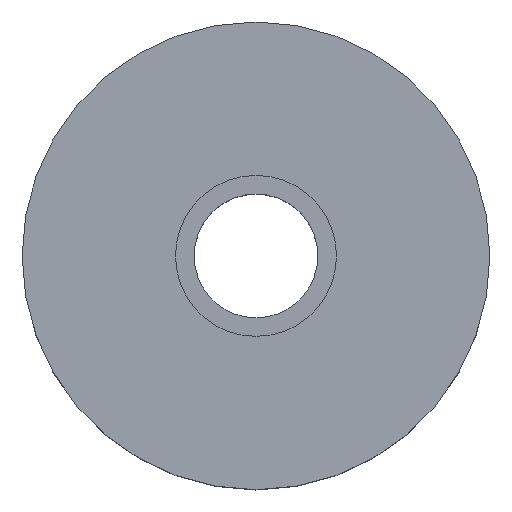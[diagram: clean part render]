
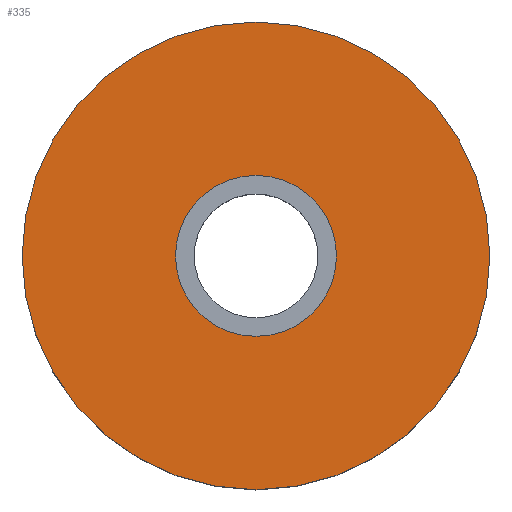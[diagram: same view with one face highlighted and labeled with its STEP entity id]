
A CAD part, top view. The second image highlights one B-rep face of the part: STEP entity #335.
In plain terms, the highlighted planar face has unit normal (0, 0, 1).
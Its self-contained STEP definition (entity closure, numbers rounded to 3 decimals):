
#19 = CARTESIAN_POINT ( 'NONE',  ( 0., 0., 9.5 ) ) ;
#20 = EDGE_LOOP ( 'NONE', ( #35, #31 ) ) ;
#30 = VERTEX_POINT ( 'NONE', #37 ) ;
#31 = ORIENTED_EDGE ( 'NONE', *, *, #144, .F. ) ;
#35 = ORIENTED_EDGE ( 'NONE', *, *, #243, .F. ) ;
#37 = CARTESIAN_POINT ( 'NONE',  ( 15.4, 0., 9.5 ) ) ;
#57 = AXIS2_PLACEMENT_3D ( 'NONE', #470, #428, #233 ) ;
#72 = ORIENTED_EDGE ( 'NONE', *, *, #388, .T. ) ;
#130 = CARTESIAN_POINT ( 'NONE',  ( 0., 0., 9.5 ) ) ;
#144 = EDGE_CURVE ( 'NONE', #325, #210, #360, .T. ) ;
#146 = CIRCLE ( 'NONE', #178, 15.4 ) ;
#152 = CARTESIAN_POINT ( 'NONE',  ( 5.3, 0., 9.5 ) ) ;
#155 = CARTESIAN_POINT ( 'NONE',  ( -5.3, 0., 9.5 ) ) ;
#159 = DIRECTION ( 'NONE',  ( 0., 0., 1. ) ) ;
#162 = DIRECTION ( 'NONE',  ( 1., 0., 0. ) ) ;
#178 = AXIS2_PLACEMENT_3D ( 'NONE', #130, #389, #162 ) ;
#198 = AXIS2_PLACEMENT_3D ( 'NONE', #232, #159, #265 ) ;
#210 = VERTEX_POINT ( 'NONE', #152 ) ;
#213 = FACE_OUTER_BOUND ( 'NONE', #358, .T. ) ;
#218 = AXIS2_PLACEMENT_3D ( 'NONE', #19, #271, #273 ) ;
#223 = DIRECTION ( 'NONE',  ( 1., 0., 0. ) ) ;
#232 = CARTESIAN_POINT ( 'NONE',  ( 0., 0., 9.5 ) ) ;
#233 = DIRECTION ( 'NONE',  ( 1., 0., 0. ) ) ;
#243 = EDGE_CURVE ( 'NONE', #210, #325, #291, .T. ) ;
#256 = ORIENTED_EDGE ( 'NONE', *, *, #441, .T. ) ;
#265 = DIRECTION ( 'NONE',  ( 1., 0., 0. ) ) ;
#271 = DIRECTION ( 'NONE',  ( 0., 0., 1. ) ) ;
#273 = DIRECTION ( 'NONE',  ( 1., 0., 0. ) ) ;
#291 = CIRCLE ( 'NONE', #198, 5.3 ) ;
#303 = PLANE ( 'NONE',  #57 ) ;
#306 = AXIS2_PLACEMENT_3D ( 'NONE', #456, #450, #223 ) ;
#310 = CARTESIAN_POINT ( 'NONE',  ( -15.4, 0., 9.5 ) ) ;
#319 = CIRCLE ( 'NONE', #218, 15.4 ) ;
#325 = VERTEX_POINT ( 'NONE', #155 ) ;
#332 = VERTEX_POINT ( 'NONE', #310 ) ;
#335 = ADVANCED_FACE ( 'NONE', ( #346, #213 ), #303, .T. ) ;
#346 = FACE_BOUND ( 'NONE', #20, .T. ) ;
#358 = EDGE_LOOP ( 'NONE', ( #72, #256 ) ) ;
#360 = CIRCLE ( 'NONE', #306, 5.3 ) ;
#388 = EDGE_CURVE ( 'NONE', #332, #30, #319, .T. ) ;
#389 = DIRECTION ( 'NONE',  ( 0., 0., 1. ) ) ;
#428 = DIRECTION ( 'NONE',  ( 0., 0., 1. ) ) ;
#441 = EDGE_CURVE ( 'NONE', #30, #332, #146, .T. ) ;
#450 = DIRECTION ( 'NONE',  ( 0., 0., 1. ) ) ;
#456 = CARTESIAN_POINT ( 'NONE',  ( 0., 0., 9.5 ) ) ;
#470 = CARTESIAN_POINT ( 'NONE',  ( 0., 0., 9.5 ) ) ;
